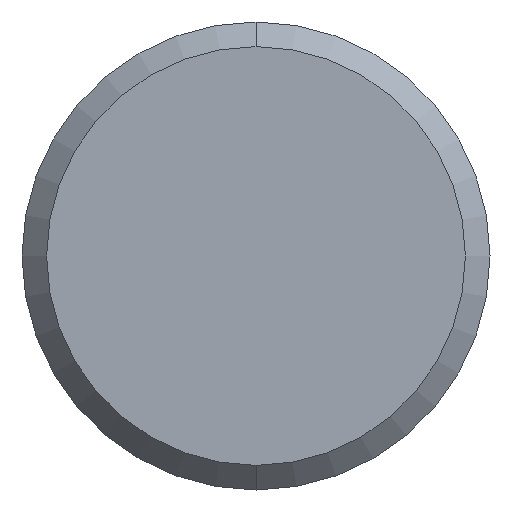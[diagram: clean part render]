
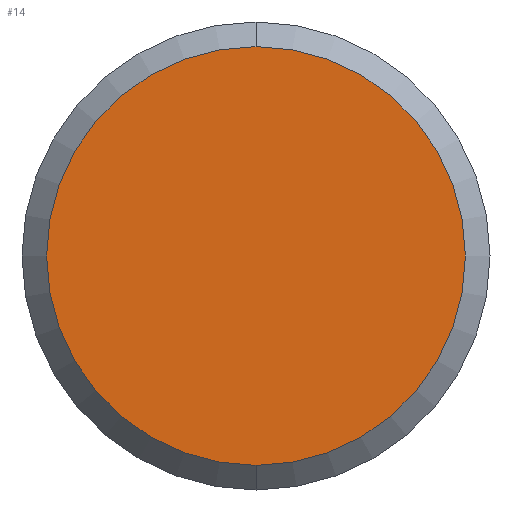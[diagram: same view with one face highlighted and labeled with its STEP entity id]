
A CAD part, front view. The second image highlights one B-rep face of the part: STEP entity #14.
In plain terms, the highlighted planar face has unit normal (0, -1, 0).
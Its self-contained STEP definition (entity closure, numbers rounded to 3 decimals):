
#14 = ADVANCED_FACE ( 'NONE', ( #245 ), #369, .F. ) ;
#69 = CIRCLE ( 'NONE', #201, 0.85 ) ;
#87 = EDGE_LOOP ( 'NONE', ( #429, #259 ) ) ;
#116 = CARTESIAN_POINT ( 'NONE',  ( 0., 0., 0. ) ) ;
#152 = DIRECTION ( 'NONE',  ( 0., -1., 0. ) ) ;
#178 = VERTEX_POINT ( 'NONE', #497 ) ;
#190 = AXIS2_PLACEMENT_3D ( 'NONE', #395, #236, #232 ) ;
#201 = AXIS2_PLACEMENT_3D ( 'NONE', #396, #152, #228 ) ;
#228 = DIRECTION ( 'NONE',  ( 0., 0., 1. ) ) ;
#232 = DIRECTION ( 'NONE',  ( 0., 0., 1. ) ) ;
#236 = DIRECTION ( 'NONE',  ( 0., -1., 0. ) ) ;
#245 = FACE_OUTER_BOUND ( 'NONE', #87, .T. ) ;
#259 = ORIENTED_EDGE ( 'NONE', *, *, #366, .T. ) ;
#331 = DIRECTION ( 'NONE',  ( 0., 0., 1. ) ) ;
#366 = EDGE_CURVE ( 'NONE', #388, #178, #69, .T. ) ;
#369 = PLANE ( 'NONE',  #402 ) ;
#388 = VERTEX_POINT ( 'NONE', #515 ) ;
#395 = CARTESIAN_POINT ( 'NONE',  ( 0., 0., 0. ) ) ;
#396 = CARTESIAN_POINT ( 'NONE',  ( 0., 0., 0. ) ) ;
#398 = CIRCLE ( 'NONE', #190, 0.85 ) ;
#402 = AXIS2_PLACEMENT_3D ( 'NONE', #116, #525, #331 ) ;
#412 = EDGE_CURVE ( 'NONE', #178, #388, #398, .T. ) ;
#429 = ORIENTED_EDGE ( 'NONE', *, *, #412, .T. ) ;
#497 = CARTESIAN_POINT ( 'NONE',  ( 0., 0., 0.85 ) ) ;
#515 = CARTESIAN_POINT ( 'NONE',  ( 0., 0., -0.85 ) ) ;
#525 = DIRECTION ( 'NONE',  ( 0., 1., 0. ) ) ;
